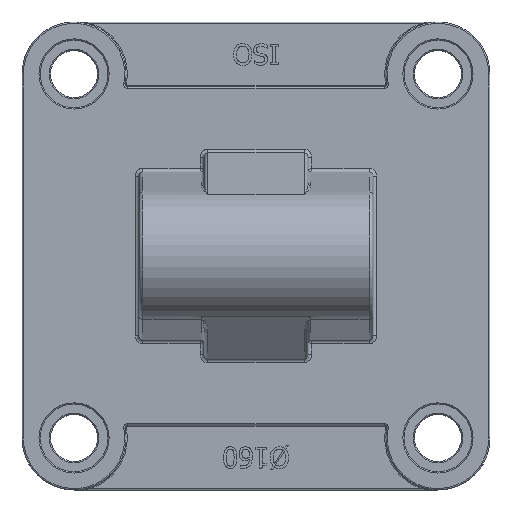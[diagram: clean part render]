
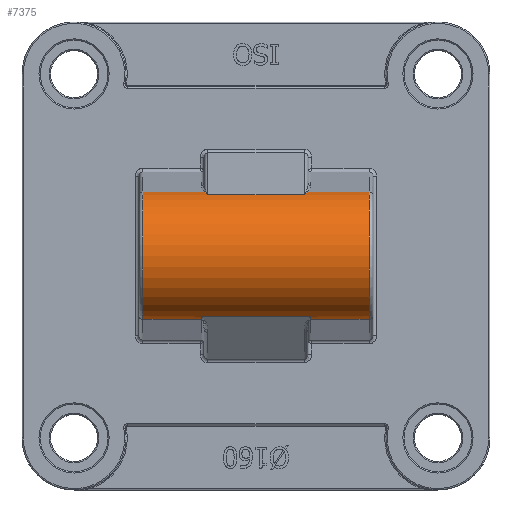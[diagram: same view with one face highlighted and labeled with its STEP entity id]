
A CAD part, top view. The second image highlights one B-rep face of the part: STEP entity #7375.
In plain terms, the highlighted cylindrical face has radius 25 mm (diameter 50 mm), a partial arc.
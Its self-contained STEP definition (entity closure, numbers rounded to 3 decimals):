
#6984=CARTESIAN_POINT('',(-19.779,24.514,59.906));
#6985=VERTEX_POINT('',#6984);
#6993=CARTESIAN_POINT('',(-18.5,23.377,63.86));
#6994=VERTEX_POINT('',#6993);
#6995=CARTESIAN_POINT('',(-19.779,24.514,59.906));
#6996=CARTESIAN_POINT('',(-19.386,24.244,61.253));
#6997=CARTESIAN_POINT('',(-18.945,23.865,62.569));
#6998=CARTESIAN_POINT('',(-18.504,23.382,63.848));
#6999=CARTESIAN_POINT('',(-18.502,23.38,63.854));
#7000=CARTESIAN_POINT('',(-18.5,23.377,63.86));
#7001=B_SPLINE_CURVE_WITH_KNOTS('',3,(#6995,#6996,#6997,#6998,#6999,#7000),.UNSPECIFIED.,.F.,.U.,(4,2,4),(-0.445,0.0,0.002),.UNSPECIFIED.);
#7002=EDGE_CURVE('',#6985,#6994,#7001,.T.);
#7274=CARTESIAN_POINT('',(0.0,0.0,55.0));
#7275=DIRECTION('',(1.0,0.0,0.0));
#7276=DIRECTION('',(0.0,0.981,0.196));
#7277=AXIS2_PLACEMENT_3D('',#7274,#7275,#7276);
#7278=CYLINDRICAL_SURFACE('',#7277,25.0);
#7279=ORIENTED_EDGE('',*,*,#7002,.F.);
#7280=CARTESIAN_POINT('',(-43.5,24.514,59.906));
#7281=VERTEX_POINT('',#7280);
#7282=CARTESIAN_POINT('',(-43.5,24.514,59.906));
#7283=DIRECTION('',(1.0,0.0,0.0));
#7284=VECTOR('',#7283,23.721);
#7285=LINE('',#7282,#7284);
#7286=EDGE_CURVE('',#7281,#6985,#7285,.T.);
#7287=ORIENTED_EDGE('',*,*,#7286,.F.);
#7288=CARTESIAN_POINT('',(-43.5,-24.514,59.906));
#7289=VERTEX_POINT('',#7288);
#7290=CARTESIAN_POINT('',(-43.5,0.0,55.0));
#7291=DIRECTION('',(-1.0,0.0,0.0));
#7292=DIRECTION('',(0.0,0.0,1.0));
#7293=AXIS2_PLACEMENT_3D('',#7290,#7291,#7292);
#7294=CIRCLE('',#7293,25.0);
#7295=EDGE_CURVE('',#7289,#7281,#7294,.T.);
#7296=ORIENTED_EDGE('',*,*,#7295,.F.);
#7297=CARTESIAN_POINT('',(-21.,-24.514,59.906));
#7298=VERTEX_POINT('',#7297);
#7299=CARTESIAN_POINT('',(-43.5,-24.514,59.906));
#7300=DIRECTION('',(1.0,0.0,0.0));
#7301=VECTOR('',#7300,22.5);
#7302=LINE('',#7299,#7301);
#7303=EDGE_CURVE('',#7289,#7298,#7302,.T.);
#7304=ORIENTED_EDGE('',*,*,#7303,.T.);
#7305=CARTESIAN_POINT('',(-21.0,-23.377,63.86));
#7306=VERTEX_POINT('',#7305);
#7307=CARTESIAN_POINT('',(-21.0,0.0,55.0));
#7308=DIRECTION('',(1.0,0.0,0.0));
#7309=DIRECTION('',(0.0,-0.961,0.276));
#7310=AXIS2_PLACEMENT_3D('',#7307,#7308,#7309);
#7311=CIRCLE('',#7310,25.0);
#7312=EDGE_CURVE('',#7306,#7298,#7311,.T.);
#7313=ORIENTED_EDGE('',*,*,#7312,.F.);
#7314=CARTESIAN_POINT('',(21.0,-23.377,63.86));
#7315=VERTEX_POINT('',#7314);
#7316=CARTESIAN_POINT('',(-21.0,-23.377,63.86));
#7317=DIRECTION('',(1.0,0.0,0.0));
#7318=VECTOR('',#7317,42.0);
#7319=LINE('',#7316,#7318);
#7320=EDGE_CURVE('',#7306,#7315,#7319,.T.);
#7321=ORIENTED_EDGE('',*,*,#7320,.T.);
#7322=CARTESIAN_POINT('',(21.,-24.514,59.906));
#7323=VERTEX_POINT('',#7322);
#7324=CARTESIAN_POINT('',(21.0,0.0,55.0));
#7325=DIRECTION('',(-1.0,0.0,0.0));
#7326=DIRECTION('',(0.0,-0.961,0.276));
#7327=AXIS2_PLACEMENT_3D('',#7324,#7325,#7326);
#7328=CIRCLE('',#7327,25.0);
#7329=EDGE_CURVE('',#7323,#7315,#7328,.T.);
#7330=ORIENTED_EDGE('',*,*,#7329,.F.);
#7331=CARTESIAN_POINT('',(43.5,-24.514,59.906));
#7332=VERTEX_POINT('',#7331);
#7333=CARTESIAN_POINT('',(21.,-24.514,59.906));
#7334=DIRECTION('',(1.0,0.0,0.0));
#7335=VECTOR('',#7334,22.5);
#7336=LINE('',#7333,#7335);
#7337=EDGE_CURVE('',#7323,#7332,#7336,.T.);
#7338=ORIENTED_EDGE('',*,*,#7337,.T.);
#7339=CARTESIAN_POINT('',(43.5,24.514,59.906));
#7340=VERTEX_POINT('',#7339);
#7341=CARTESIAN_POINT('',(43.5,0.0,55.0));
#7342=DIRECTION('',(1.0,0.0,0.0));
#7343=DIRECTION('',(0.0,0.0,1.0));
#7344=AXIS2_PLACEMENT_3D('',#7341,#7342,#7343);
#7345=CIRCLE('',#7344,25.0);
#7346=EDGE_CURVE('',#7340,#7332,#7345,.T.);
#7347=ORIENTED_EDGE('',*,*,#7346,.F.);
#7348=CARTESIAN_POINT('',(19.779,24.514,59.906));
#7349=VERTEX_POINT('',#7348);
#7350=CARTESIAN_POINT('',(19.779,24.514,59.906));
#7351=DIRECTION('',(1.0,0.0,0.0));
#7352=VECTOR('',#7351,23.721);
#7353=LINE('',#7350,#7352);
#7354=EDGE_CURVE('',#7349,#7340,#7353,.T.);
#7355=ORIENTED_EDGE('',*,*,#7354,.F.);
#7356=CARTESIAN_POINT('',(18.5,23.377,63.86));
#7357=VERTEX_POINT('',#7356);
#7358=CARTESIAN_POINT('',(18.5,23.377,63.86));
#7359=CARTESIAN_POINT('',(18.502,23.38,63.854));
#7360=CARTESIAN_POINT('',(18.504,23.382,63.848));
#7361=CARTESIAN_POINT('',(18.945,23.865,62.569));
#7362=CARTESIAN_POINT('',(19.386,24.244,61.253));
#7363=CARTESIAN_POINT('',(19.779,24.514,59.906));
#7364=B_SPLINE_CURVE_WITH_KNOTS('',3,(#7358,#7359,#7360,#7361,#7362,#7363),.UNSPECIFIED.,.F.,.U.,(4,2,4),(-0.002,0.0,0.445),.UNSPECIFIED.);
#7365=EDGE_CURVE('',#7357,#7349,#7364,.T.);
#7366=ORIENTED_EDGE('',*,*,#7365,.F.);
#7367=CARTESIAN_POINT('',(-18.5,23.377,63.86));
#7368=DIRECTION('',(1.0,0.0,0.0));
#7369=VECTOR('',#7368,37.0);
#7370=LINE('',#7367,#7369);
#7371=EDGE_CURVE('',#6994,#7357,#7370,.T.);
#7372=ORIENTED_EDGE('',*,*,#7371,.F.);
#7373=EDGE_LOOP('',(#7279,#7287,#7296,#7304,#7313,#7321,#7330,#7338,#7347,#7355,#7366,#7372));
#7374=FACE_OUTER_BOUND('',#7373,.T.);
#7375=ADVANCED_FACE('',(#7374),#7278,.T.);
